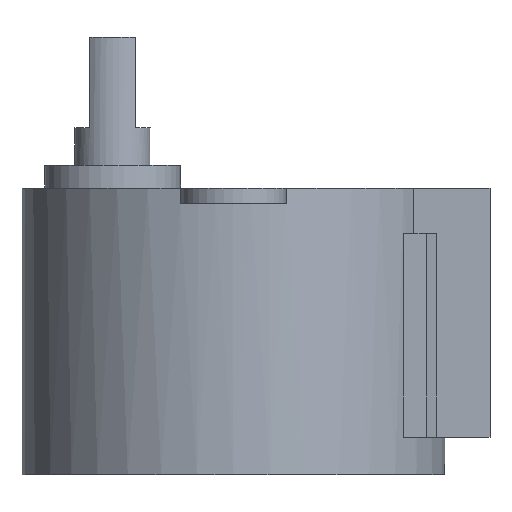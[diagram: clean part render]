
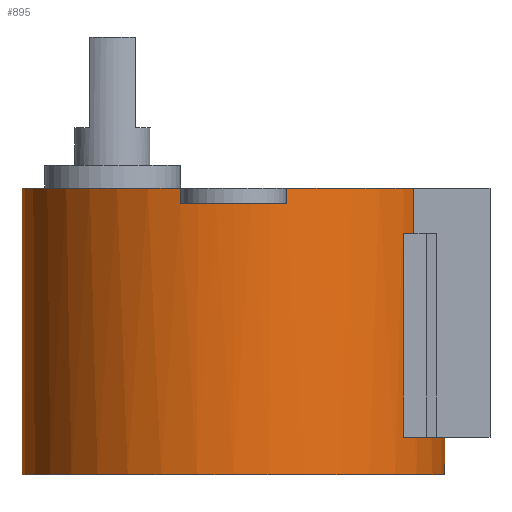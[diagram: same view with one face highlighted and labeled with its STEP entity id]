
A CAD part, left-side view. The second image highlights one B-rep face of the part: STEP entity #895.
In plain terms, the highlighted cylindrical face has radius 14 mm (diameter 28 mm), a full revolution.
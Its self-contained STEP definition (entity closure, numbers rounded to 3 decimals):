
#34=CYLINDRICAL_SURFACE('',#980,14.);
#39=CIRCLE('',#954,14.);
#44=CIRCLE('',#964,14.);
#45=CIRCLE('',#965,14.);
#50=CIRCLE('',#975,14.);
#53=CIRCLE('',#981,14.);
#54=CIRCLE('',#982,14.);
#55=CIRCLE('',#983,14.);
#56=CIRCLE('',#984,14.);
#89=FACE_OUTER_BOUND('',#144,.T.);
#144=EDGE_LOOP('',(#646,#647,#648,#649,#650,#651,#652,#653,#654,#655,#656,
#657,#658,#659,#660,#661));
#186=LINE('',#1312,#279);
#194=LINE('',#1327,#287);
#197=LINE('',#1341,#290);
#203=LINE('',#1356,#296);
#206=LINE('',#1372,#299);
#212=LINE('',#1387,#305);
#214=LINE('',#1399,#307);
#279=VECTOR('',#1042,10.);
#287=VECTOR('',#1054,10.);
#290=VECTOR('',#1069,10.);
#296=VECTOR('',#1083,10.);
#299=VECTOR('',#1100,10.);
#305=VECTOR('',#1114,10.);
#307=VECTOR('',#1130,14.);
#372=VERTEX_POINT('',#1309);
#373=VERTEX_POINT('',#1311);
#377=VERTEX_POINT('',#1323);
#378=VERTEX_POINT('',#1325);
#382=VERTEX_POINT('',#1338);
#383=VERTEX_POINT('',#1340);
#387=VERTEX_POINT('',#1352);
#388=VERTEX_POINT('',#1354);
#389=VERTEX_POINT('',#1358);
#393=VERTEX_POINT('',#1369);
#394=VERTEX_POINT('',#1371);
#398=VERTEX_POINT('',#1383);
#399=VERTEX_POINT('',#1385);
#402=VERTEX_POINT('',#1398);
#456=EDGE_CURVE('',#373,#372,#186,.T.);
#464=EDGE_CURVE('',#377,#378,#194,.T.);
#465=EDGE_CURVE('',#378,#373,#39,.T.);
#470=EDGE_CURVE('',#383,#382,#197,.T.);
#478=EDGE_CURVE('',#387,#388,#203,.T.);
#479=EDGE_CURVE('',#388,#389,#44,.T.);
#480=EDGE_CURVE('',#389,#383,#45,.T.);
#485=EDGE_CURVE('',#394,#393,#206,.T.);
#493=EDGE_CURVE('',#398,#399,#212,.T.);
#494=EDGE_CURVE('',#399,#394,#50,.T.);
#498=EDGE_CURVE('',#389,#402,#214,.T.);
#499=EDGE_CURVE('',#402,#402,#53,.T.);
#500=EDGE_CURVE('',#398,#382,#54,.T.);
#501=EDGE_CURVE('',#377,#393,#55,.T.);
#502=EDGE_CURVE('',#387,#372,#56,.T.);
#646=ORIENTED_EDGE('',*,*,#479,.T.);
#647=ORIENTED_EDGE('',*,*,#498,.T.);
#648=ORIENTED_EDGE('',*,*,#499,.T.);
#649=ORIENTED_EDGE('',*,*,#498,.F.);
#650=ORIENTED_EDGE('',*,*,#480,.T.);
#651=ORIENTED_EDGE('',*,*,#470,.T.);
#652=ORIENTED_EDGE('',*,*,#500,.F.);
#653=ORIENTED_EDGE('',*,*,#493,.T.);
#654=ORIENTED_EDGE('',*,*,#494,.T.);
#655=ORIENTED_EDGE('',*,*,#485,.T.);
#656=ORIENTED_EDGE('',*,*,#501,.F.);
#657=ORIENTED_EDGE('',*,*,#464,.T.);
#658=ORIENTED_EDGE('',*,*,#465,.T.);
#659=ORIENTED_EDGE('',*,*,#456,.T.);
#660=ORIENTED_EDGE('',*,*,#502,.F.);
#661=ORIENTED_EDGE('',*,*,#478,.T.);
#895=ADVANCED_FACE('',(#89),#34,.T.);
#954=AXIS2_PLACEMENT_3D('',#1329,#1057,#1058);
#964=AXIS2_PLACEMENT_3D('',#1359,#1086,#1087);
#965=AXIS2_PLACEMENT_3D('',#1360,#1088,#1089);
#975=AXIS2_PLACEMENT_3D('',#1389,#1117,#1118);
#980=AXIS2_PLACEMENT_3D('',#1397,#1128,#1129);
#981=AXIS2_PLACEMENT_3D('',#1400,#1131,#1132);
#982=AXIS2_PLACEMENT_3D('',#1401,#1133,#1134);
#983=AXIS2_PLACEMENT_3D('',#1402,#1135,#1136);
#984=AXIS2_PLACEMENT_3D('',#1403,#1137,#1138);
#1042=DIRECTION('',(0.,0.,1.));
#1054=DIRECTION('',(0.,0.,-1.));
#1057=DIRECTION('center_axis',(0.,0.,-1.));
#1058=DIRECTION('ref_axis',(1.,0.,0.));
#1069=DIRECTION('',(0.,0.,1.));
#1083=DIRECTION('',(0.,0.,-1.));
#1086=DIRECTION('center_axis',(0.,0.,-1.));
#1087=DIRECTION('ref_axis',(1.,0.,0.));
#1088=DIRECTION('center_axis',(0.,0.,-1.));
#1089=DIRECTION('ref_axis',(1.,0.,0.));
#1100=DIRECTION('',(0.,0.,1.));
#1114=DIRECTION('',(0.,0.,-1.));
#1117=DIRECTION('center_axis',(0.,0.,-1.));
#1118=DIRECTION('ref_axis',(1.,0.,0.));
#1128=DIRECTION('center_axis',(0.,0.,1.));
#1129=DIRECTION('ref_axis',(1.,0.,0.));
#1130=DIRECTION('',(0.,0.,-1.));
#1131=DIRECTION('center_axis',(0.,0.,1.));
#1132=DIRECTION('ref_axis',(1.,0.,0.));
#1133=DIRECTION('center_axis',(0.,0.,1.));
#1134=DIRECTION('ref_axis',(1.,0.,0.));
#1135=DIRECTION('center_axis',(0.,0.,1.));
#1136=DIRECTION('ref_axis',(1.,0.,0.));
#1137=DIRECTION('center_axis',(0.,0.,1.));
#1138=DIRECTION('ref_axis',(1.,0.,0.));
#1309=CARTESIAN_POINT('',(-6.3,-12.502,19.));
#1311=CARTESIAN_POINT('',(-6.3,-12.502,18.));
#1312=CARTESIAN_POINT('',(-6.3,-12.502,0.));
#1323=CARTESIAN_POINT('',(6.3,-12.502,19.));
#1325=CARTESIAN_POINT('',(6.3,-12.502,18.));
#1327=CARTESIAN_POINT('',(6.3,-12.502,0.));
#1329=CARTESIAN_POINT('Origin',(0.,0.,18.));
#1338=CARTESIAN_POINT('',(-13.555,3.5,19.));
#1340=CARTESIAN_POINT('',(-13.555,3.5,18.));
#1341=CARTESIAN_POINT('',(-13.555,3.5,0.));
#1352=CARTESIAN_POINT('',(-13.555,-3.5,19.));
#1354=CARTESIAN_POINT('',(-13.555,-3.5,18.));
#1356=CARTESIAN_POINT('',(-13.555,-3.5,0.));
#1358=CARTESIAN_POINT('',(-14.,0.,18.));
#1359=CARTESIAN_POINT('Origin',(0.,0.,18.));
#1360=CARTESIAN_POINT('Origin',(0.,0.,18.));
#1369=CARTESIAN_POINT('',(13.555,-3.5,19.));
#1371=CARTESIAN_POINT('',(13.555,-3.5,18.));
#1372=CARTESIAN_POINT('',(13.555,-3.5,0.));
#1383=CARTESIAN_POINT('',(13.555,3.5,19.));
#1385=CARTESIAN_POINT('',(13.555,3.5,18.));
#1387=CARTESIAN_POINT('',(13.555,3.5,0.));
#1389=CARTESIAN_POINT('Origin',(0.,0.,18.));
#1397=CARTESIAN_POINT('Origin',(0.,0.,0.));
#1398=CARTESIAN_POINT('',(-14.,0.,0.));
#1399=CARTESIAN_POINT('',(-14.,0.,0.));
#1400=CARTESIAN_POINT('Origin',(0.,0.,0.));
#1401=CARTESIAN_POINT('Origin',(0.,0.,19.));
#1402=CARTESIAN_POINT('Origin',(0.,0.,19.));
#1403=CARTESIAN_POINT('Origin',(0.,0.,19.));
